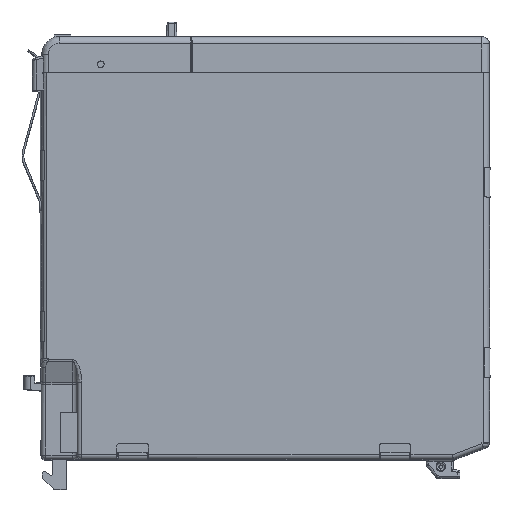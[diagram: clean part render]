
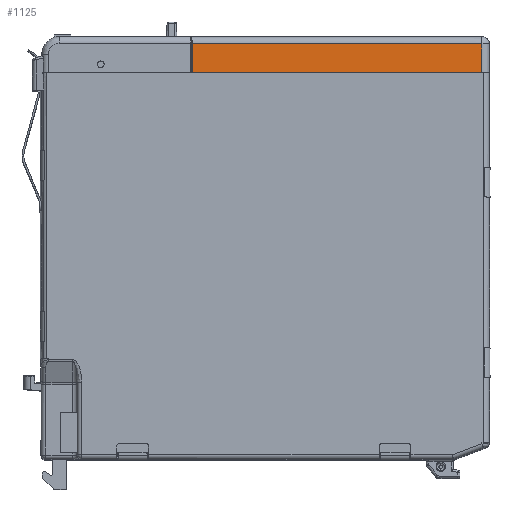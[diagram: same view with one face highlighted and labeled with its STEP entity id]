
A CAD part, left-side view. The second image highlights one B-rep face of the part: STEP entity #1125.
In plain terms, the highlighted planar face has unit normal (-1, 0, 0.009).
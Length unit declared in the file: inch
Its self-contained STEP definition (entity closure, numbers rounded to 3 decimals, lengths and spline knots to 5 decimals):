
#1125 = ADVANCED_FACE ( 'NONE', ( #15803 ), #82338, .T. ) ;
#1787 = DIRECTION ( 'NONE',  ( 0., -1., 0. ) ) ;
#5971 = CARTESIAN_POINT ( 'NONE',  ( -0.37752, 1.72569, 0.00329 ) ) ;
#12384 = VERTEX_POINT ( 'NONE', #19228 ) ;
#14687 = VERTEX_POINT ( 'NONE', #137636 ) ;
#15803 = FACE_OUTER_BOUND ( 'NONE', #57068, .T. ) ;
#16663 = DIRECTION ( 'NONE',  ( -1., 0., 0.009 ) ) ;
#18291 = ORIENTED_EDGE ( 'NONE', *, *, #104266, .T. ) ;
#19228 = CARTESIAN_POINT ( 'NONE',  ( -0.34617, 0.39257, 3.59582 ) ) ;
#25336 = AXIS2_PLACEMENT_3D ( 'NONE', #5971, #16663, #107126 ) ;
#25356 = CARTESIAN_POINT ( 'NONE',  ( -0.34835, 0.39257, 3.34608 ) ) ;
#28128 = EDGE_CURVE ( 'NONE', #128053, #14687, #98332, .T. ) ;
#28268 = EDGE_CURVE ( 'NONE', #130581, #12384, #108769, .T. ) ;
#31194 = DIRECTION ( 'NONE',  ( 0.009, 0., 1. ) ) ;
#36995 = LINE ( 'NONE', #85812, #108330 ) ;
#42369 = VECTOR ( 'NONE', #1787, 39.37008 ) ;
#57068 = EDGE_LOOP ( 'NONE', ( #18291, #87975, #110125, #63703 ) ) ;
#60652 = CARTESIAN_POINT ( 'NONE',  ( -0.34835, -2.15163, 3.34608 ) ) ;
#63703 = ORIENTED_EDGE ( 'NONE', *, *, #28268, .F. ) ;
#65198 = DIRECTION ( 'NONE',  ( 0.009, 0., 1. ) ) ;
#75742 = VECTOR ( 'NONE', #65198, 39.37008 ) ;
#82338 = PLANE ( 'NONE',  #25336 ) ;
#85812 = CARTESIAN_POINT ( 'NONE',  ( -0.34617, -2.496, 3.59582 ) ) ;
#86288 = DIRECTION ( 'NONE',  ( 0., -1., 0. ) ) ;
#87975 = ORIENTED_EDGE ( 'NONE', *, *, #28128, .T. ) ;
#89722 = VECTOR ( 'NONE', #31194, 39.37008 ) ;
#98332 = LINE ( 'NONE', #119690, #89722 ) ;
#104266 = EDGE_CURVE ( 'NONE', #130581, #128053, #132749, .T. ) ;
#104622 = EDGE_CURVE ( 'NONE', #12384, #14687, #36995, .T. ) ;
#107126 = DIRECTION ( 'NONE',  ( 0., -1., 0. ) ) ;
#108330 = VECTOR ( 'NONE', #86288, 39.37008 ) ;
#108769 = LINE ( 'NONE', #131795, #75742 ) ;
#110125 = ORIENTED_EDGE ( 'NONE', *, *, #104622, .F. ) ;
#119690 = CARTESIAN_POINT ( 'NONE',  ( -0.37752, -2.15163, 0.00329 ) ) ;
#123811 = CARTESIAN_POINT ( 'NONE',  ( -0.34835, -0.24419, 3.34608 ) ) ;
#128053 = VERTEX_POINT ( 'NONE', #60652 ) ;
#130581 = VERTEX_POINT ( 'NONE', #25356 ) ;
#131795 = CARTESIAN_POINT ( 'NONE',  ( -0.3349, 0.39257, 4.88725 ) ) ;
#132749 = LINE ( 'NONE', #123811, #42369 ) ;
#137636 = CARTESIAN_POINT ( 'NONE',  ( -0.34617, -2.15163, 3.59582 ) ) ;
